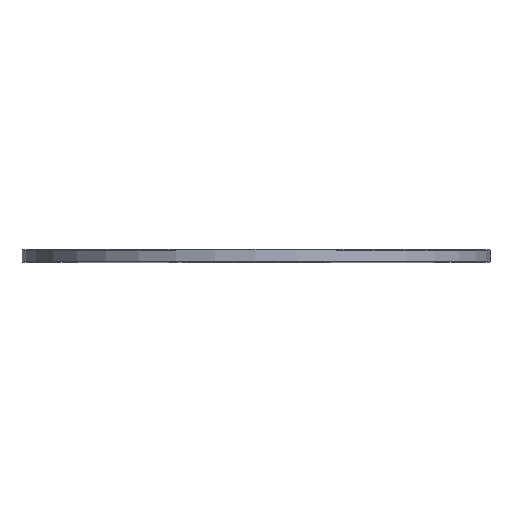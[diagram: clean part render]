
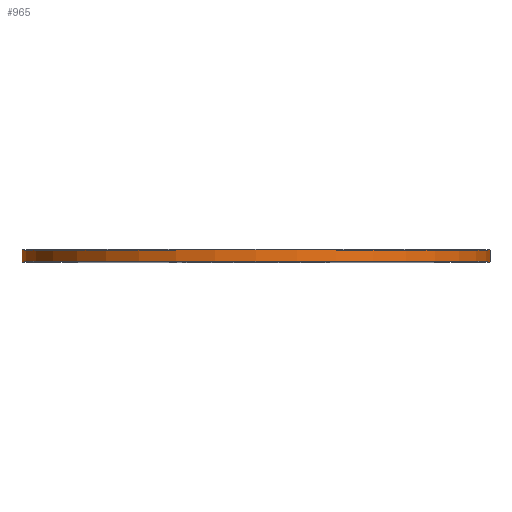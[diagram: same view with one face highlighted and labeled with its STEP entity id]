
A CAD part, top view. The second image highlights one B-rep face of the part: STEP entity #965.
In plain terms, the highlighted cylindrical face has radius 37.5 mm (diameter 75 mm), a partial arc.
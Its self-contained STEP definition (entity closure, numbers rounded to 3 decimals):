
#867=EDGE_CURVE('',#1943,#1107,#2287,.T.);
#965=ADVANCED_FACE('',(#2392),#2393,.T.);
#1107=VERTEX_POINT('',#2561);
#1381=EDGE_CURVE('',#1107,#1741,#2866,.T.);
#1419=EDGE_CURVE('',#1531,#1741,#2908,.T.);
#1531=VERTEX_POINT('',#3031);
#1741=VERTEX_POINT('',#3264);
#1845=EDGE_CURVE('',#1531,#1943,#3378,.T.);
#1943=VERTEX_POINT('',#3482);
#2287=CIRCLE('',#3884,37.5);
#2392=FACE_OUTER_BOUND('',#4039,.T.);
#2393=CYLINDRICAL_SURFACE('',#4040,37.5);
#2561=CARTESIAN_POINT('',(-37.5,0.1,0.));
#2866=LINE('',#4692,#4693);
#2908=CIRCLE('',#4753,37.5);
#3031=CARTESIAN_POINT('',(37.5,1.9,0.0));
#3264=CARTESIAN_POINT('',(-37.5,1.9,0.));
#3378=LINE('',#5408,#5409);
#3482=CARTESIAN_POINT('',(37.5,0.1,0.0));
#3884=AXIS2_PLACEMENT_3D('',#5975,#5976,#5977);
#4039=EDGE_LOOP('',(#6070,#6071,#6072,#6073));
#4040=AXIS2_PLACEMENT_3D('',#6074,#6075,#6076);
#4692=CARTESIAN_POINT('',(-37.5,1.0,0.));
#4693=VECTOR('',#6682,1.0);
#4753=AXIS2_PLACEMENT_3D('',#6726,#6727,#6728);
#5408=CARTESIAN_POINT('',(37.5,1.0,0.));
#5409=VECTOR('',#7257,1.0);
#5975=CARTESIAN_POINT('',(0.0,0.1,0.0));
#5976=DIRECTION('',(0.0,-1.0,0.0));
#5977=DIRECTION('',(1.0,0.0,0.0));
#6070=ORIENTED_EDGE('',*,*,#1845,.F.);
#6071=ORIENTED_EDGE('',*,*,#1419,.T.);
#6072=ORIENTED_EDGE('',*,*,#1381,.F.);
#6073=ORIENTED_EDGE('',*,*,#867,.F.);
#6074=CARTESIAN_POINT('',(0.0,1.0,0.0));
#6075=DIRECTION('',(-0.0,1.0,-0.0));
#6076=DIRECTION('',(1.0,0.0,0.0));
#6682=DIRECTION('',(-0.0,1.0,-0.0));
#6726=CARTESIAN_POINT('',(0.0,1.9,0.0));
#6727=DIRECTION('',(0.0,-1.0,0.0));
#6728=DIRECTION('',(1.0,0.0,0.0));
#7257=DIRECTION('',(0.0,-1.0,0.0));
